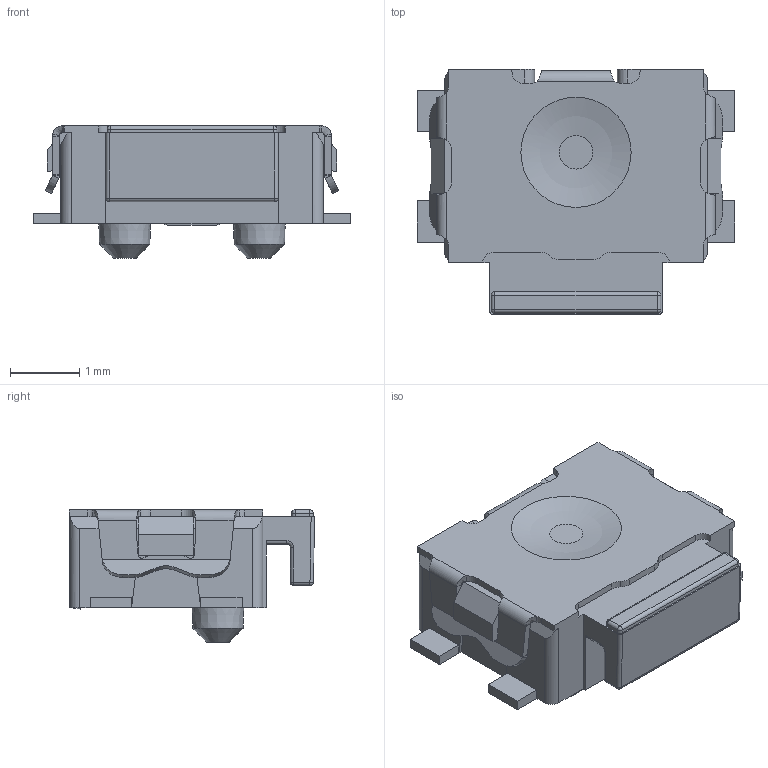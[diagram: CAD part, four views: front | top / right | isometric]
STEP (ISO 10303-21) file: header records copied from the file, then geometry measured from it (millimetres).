
FILE_DESCRIPTION(('FreeCAD Model'),'2;1');
FILE_NAME('1.step','2019-08-03T22:10:06',( 'kicad StepUp'),('ksu MCAD'),'Open CASCADE STEP processor 7.3', 'FreeCAD','Unknown');
FILE_SCHEMA(('AUTOMOTIVE_DESIGN { 1 0 10303 214 1 1 1 1 }'));
Length unit declared in the file: millimetre
Products named in the file (1): 1
Bounding box: 4.6 x 3.55 x 1.92 mm (x, y, z)
Volume: 16.6 mm3; surface area: 63.5 mm2
Topology: 1 solids, 1 shells, 358 faces, 970 edges, 620 vertices
Faces by surface type: plane 235, cylinder 87, bspline 18, sphere 9, cone 5, torus 4
Full cylindrical faces by diameter (mm): 0.6 x2
Entity records: 27931 total; most frequent: CARTESIAN_POINT 8796, DIRECTION 3464, LINE 2348, VECTOR 2348, ORIENTED_EDGE 1940, PCURVE 1940, DEFINITIONAL_REPRESENTATION 1940, EDGE_CURVE 970
